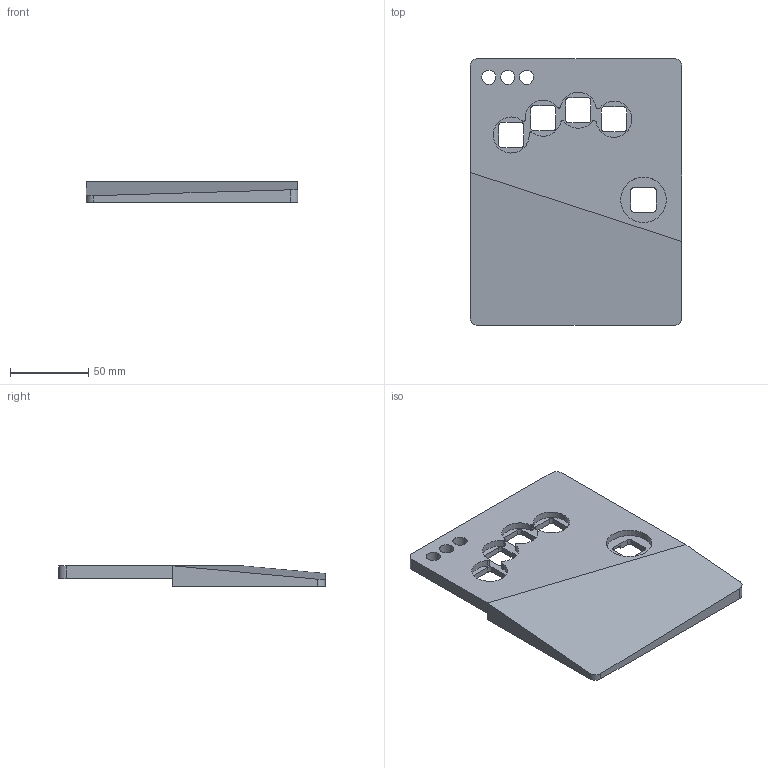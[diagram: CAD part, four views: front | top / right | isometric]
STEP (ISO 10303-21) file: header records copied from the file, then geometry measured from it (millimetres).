
FILE_DESCRIPTION(/* description */ (''),/* implementation_level */ '2;1');
FILE_NAME(/* name */ '2a80e08c-db8c-4718-8162-262dfe848ecb.stp',/* time_stamp */ '2024-05-30T04:49:43Z',/* author */ (''),/* organization */ (''),/* preprocessor_version */ 'ST-DEVELOPER v20',/* originating_system */ 'Autodesk Translation Framework v13.14.0.145',/* authorisation */ '');
FILE_SCHEMA (('AUTOMOTIVE_DESIGN { 1 0 10303 214 3 1 1 }'));
Length unit declared in the file: millimetre
Products named in the file (1): LT
Bounding box: 135 x 170 x 13 mm (x, y, z)
Volume: 177608.7 mm3; surface area: 54806.3 mm2
Topology: 2 solids, 2 shells, 115 faces, 307 edges, 204 vertices
Faces by surface type: plane 64, cylinder 51
Full cylindrical faces by diameter (mm): 3 x5, 9 x3, 29 x1
Entity records: 3660 total; most frequent: DIRECTION 641, CARTESIAN_POINT 627, ORIENTED_EDGE 614, EDGE_CURVE 307, AXIS2_PLACEMENT_3D 218, LINE 205, VECTOR 205, VERTEX_POINT 204
